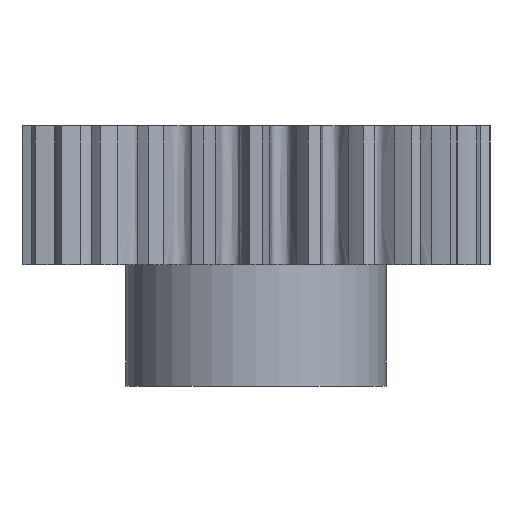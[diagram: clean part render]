
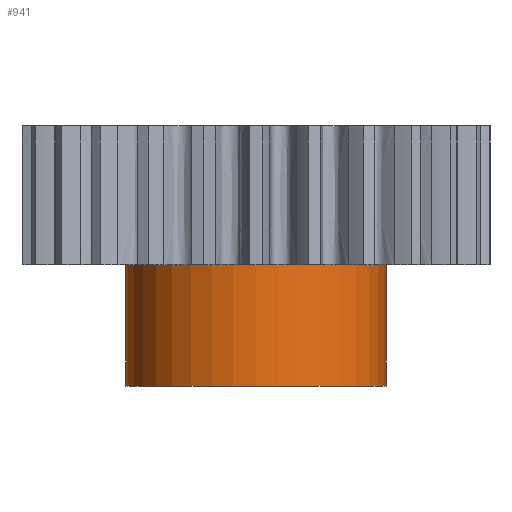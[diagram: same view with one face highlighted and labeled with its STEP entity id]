
A CAD part, front view. The second image highlights one B-rep face of the part: STEP entity #941.
In plain terms, the highlighted cylindrical face has radius 15 mm (diameter 30 mm), a partial arc.
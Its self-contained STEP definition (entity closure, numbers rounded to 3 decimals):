
#234 = VERTEX_POINT ( 'NONE', #1845 ) ;
#235 = VERTEX_POINT ( 'NONE', #1927 ) ;
#237 = EDGE_CURVE ( 'NONE', #234, #238, #1917, .T. ) ;
#238 = VERTEX_POINT ( 'NONE', #1855 ) ;
#241 = VERTEX_POINT ( 'NONE', #1947 ) ;
#251 = EDGE_CURVE ( 'NONE', #235, #241, #1854, .T. ) ;
#508 = EDGE_CURVE ( 'NONE', #241, #238, #2441, .T. ) ;
#868 = ORIENTED_EDGE ( 'NONE', *, *, #1022, .F. ) ;
#941 = ADVANCED_FACE ( 'NONE', ( #3523 ), #3522, .T. ) ;
#951 = ORIENTED_EDGE ( 'NONE', *, *, #251, .T. ) ;
#952 = ORIENTED_EDGE ( 'NONE', *, *, #508, .T. ) ;
#1022 = EDGE_CURVE ( 'NONE', #235, #234, #3643, .T. ) ;
#1088 = EDGE_LOOP ( 'NONE', ( #1089, #868, #951, #952 ) ) ;
#1089 = ORIENTED_EDGE ( 'NONE', *, *, #237, .F. ) ;
#1845 = CARTESIAN_POINT ( 'NONE',  ( -15., 0., -22. ) ) ;
#1851 = DIRECTION ( 'NONE',  ( 0., 0., 1. ) ) ;
#1852 = VECTOR ( 'NONE', #1851, 1000. ) ;
#1853 = CARTESIAN_POINT ( 'NONE',  ( 15., 0., -22. ) ) ;
#1854 = LINE ( 'NONE', #1853, #1852 ) ;
#1855 = CARTESIAN_POINT ( 'NONE',  ( -15., 0., -8. ) ) ;
#1914 = DIRECTION ( 'NONE',  ( 0., 0., 1. ) ) ;
#1915 = VECTOR ( 'NONE', #1914, 1000. ) ;
#1916 = CARTESIAN_POINT ( 'NONE',  ( -15., 0., -22. ) ) ;
#1917 = LINE ( 'NONE', #1916, #1915 ) ;
#1927 = CARTESIAN_POINT ( 'NONE',  ( 15., 0., -22. ) ) ;
#1947 = CARTESIAN_POINT ( 'NONE',  ( 15., 0., -8. ) ) ;
#2438 = DIRECTION ( 'NONE',  ( 1., 0., 0. ) ) ;
#2439 = DIRECTION ( 'NONE',  ( 0., 0., -1. ) ) ;
#2440 = AXIS2_PLACEMENT_3D ( 'NONE', #2446, #2439, #2438 ) ;
#2441 = CIRCLE ( 'NONE', #2440, 15. ) ;
#2446 = CARTESIAN_POINT ( 'NONE',  ( 0., 0., -8. ) ) ;
#3517 = DIRECTION ( 'NONE',  ( 1., 0., 0. ) ) ;
#3518 = DIRECTION ( 'NONE',  ( 0., 0., 1. ) ) ;
#3519 = AXIS2_PLACEMENT_3D ( 'NONE', #3521, #3518, #3517 ) ;
#3521 = CARTESIAN_POINT ( 'NONE',  ( 0., 0., -22. ) ) ;
#3522 = CYLINDRICAL_SURFACE ( 'NONE', #3519, 15. ) ;
#3523 = FACE_OUTER_BOUND ( 'NONE', #1088, .T. ) ;
#3641 = CARTESIAN_POINT ( 'NONE',  ( 0., 0., -22. ) ) ;
#3642 = AXIS2_PLACEMENT_3D ( 'NONE', #3641, #3700, #3699 ) ;
#3643 = CIRCLE ( 'NONE', #3642, 15. ) ;
#3699 = DIRECTION ( 'NONE',  ( -1., 0., 0. ) ) ;
#3700 = DIRECTION ( 'NONE',  ( 0., 0., -1. ) ) ;
